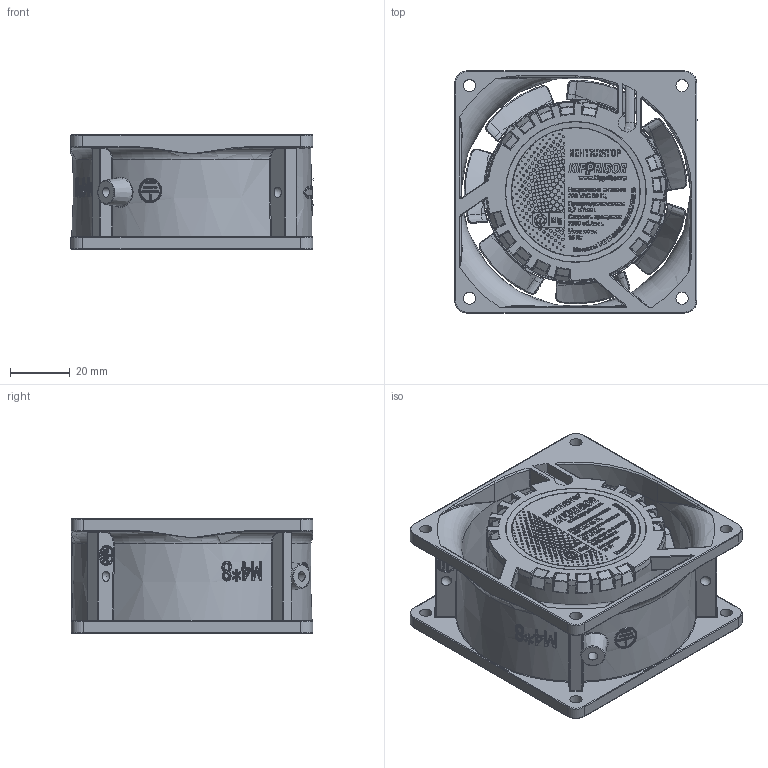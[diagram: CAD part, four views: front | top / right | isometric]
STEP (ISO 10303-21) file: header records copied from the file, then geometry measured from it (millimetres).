
FILE_DESCRIPTION(/* description */ (''),/* implementation_level */ '2;1');
FILE_NAME(/* name */ 'VENT-8038.220VAC.7MSHB Вентилятор в сборе.stp',/* time_stamp */ '2024-09-05T17:10:00+07:00',/* author */ ('YURY_'),/* organization */ (''),/* preprocessor_version */ 'ST-DEVELOPER v18.1',/* originating_system */ 'Autodesk Inventor 2021',/* authorisation */ '');
FILE_SCHEMA (('AUTOMOTIVE_DESIGN { 1 0 10303 214 3 1 1 }'));
Length unit declared in the file: millimetre
Products named in the file (8): VENT-8038.220VAC.7MSHB Вентилятор 
в сборе; Корпус VENT-8038.220VAC.7MS
HB; Табличка VENT-8038.22
0VAC.7MSHB; Короб штекера 
VENT-8038.220VAC.7MSHB; Винт 2.M3-6gx9 ГОСТ 
17475-80; Планка штекера; Крыльчатка VENT
-8038.220VAC.7MSHB; Провод
Assembly tree (8 placements, depth 2):
  VENT-8038.220VAC.7MSHB Вентилятор 
в сборе
    Корпус VENT-8038.220VAC.7MS
HB
    Табличка VENT-8038.22
0VAC.7MSHB
    Короб штекера 
VENT-8038.220VAC.7MSHB
    Винт 2.M3-6gx9 ГОСТ 
17475-80
    Планка штекера  x2
    Крыльчатка VENT
-8038.220VAC.7MSHB
    Провод
Bounding box: 80.94 x 80.8 x 38.4 mm (x, y, z)
Volume: 85555.7 mm3; surface area: 63471 mm2
Topology: 8 solids, 8 shells, 5983 faces, 14851 edges, 9244 vertices
Faces by surface type: bspline 3040, plane 1976, cylinder 482, torus 240, sphere 152, cone 93
Full cylindrical faces by diameter (mm): 1 x2, 2.401 x1, 2.5 x1, 3 x2, 3.2 x1, 4.1 x8, 5.6 x1, 5.8 x2, 7.2 x1, 8 x1, 43 x1, 52 x1, 56 x2, 60 x1
Entity records: 222661 total; most frequent: CARTESIAN_POINT 100221, ORIENTED_EDGE 29322, DIRECTION 17295, EDGE_CURVE 14661, VERTEX_POINT 9198, EDGE_LOOP 6471, LINE 6223, VECTOR 6223
